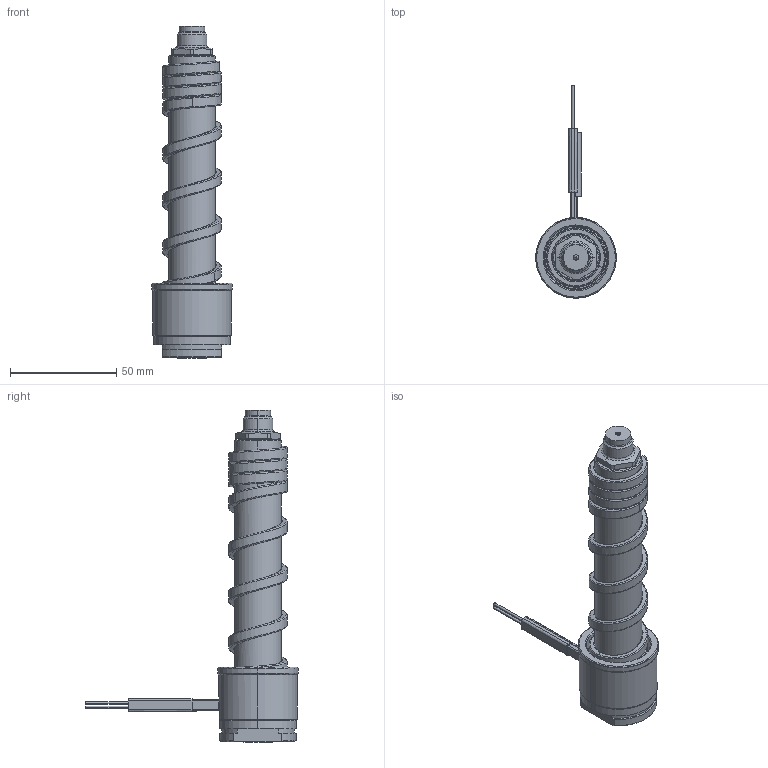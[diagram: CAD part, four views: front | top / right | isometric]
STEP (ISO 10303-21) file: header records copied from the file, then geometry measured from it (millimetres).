
FILE_DESCRIPTION((''),'2;1');
FILE_NAME('LS-156-BEU-N','2014-02-28T',('Íàòàëüÿ'),('IMID'),'PRO/ENGINEER BY PARAMETRIC TECHNOLOGY CORPORATION, 2010180','PRO/ENGINEER BY PARAMETRIC TECHNOLOGY CORPORATION, 2010180','');
FILE_SCHEMA(('CONFIG_CONTROL_DESIGN'));
Length unit declared in the file: millimetre
Products named in the file (1): LS-156-BEU-N
Bounding box: 38 x 100 x 156.2 mm (x, y, z)
Volume: 77087.6 mm3; surface area: 34115.6 mm2
Topology: 1 solids, 9 shells, 334 faces, 864 edges, 521 vertices
Faces by surface type: cylinder 106, bspline 67, cone 62, plane 51, torus 29, revolution 9, extrusion 8, sphere 2
Entity records: 19681 total; most frequent: CARTESIAN_POINT 12014, ORIENTED_EDGE 1688, DIRECTION 1434, EDGE_CURVE 856, AXIS2_PLACEMENT_3D 567, VERTEX_POINT 521, EDGE_LOOP 357, FACE_OUTER_BOUND 334
